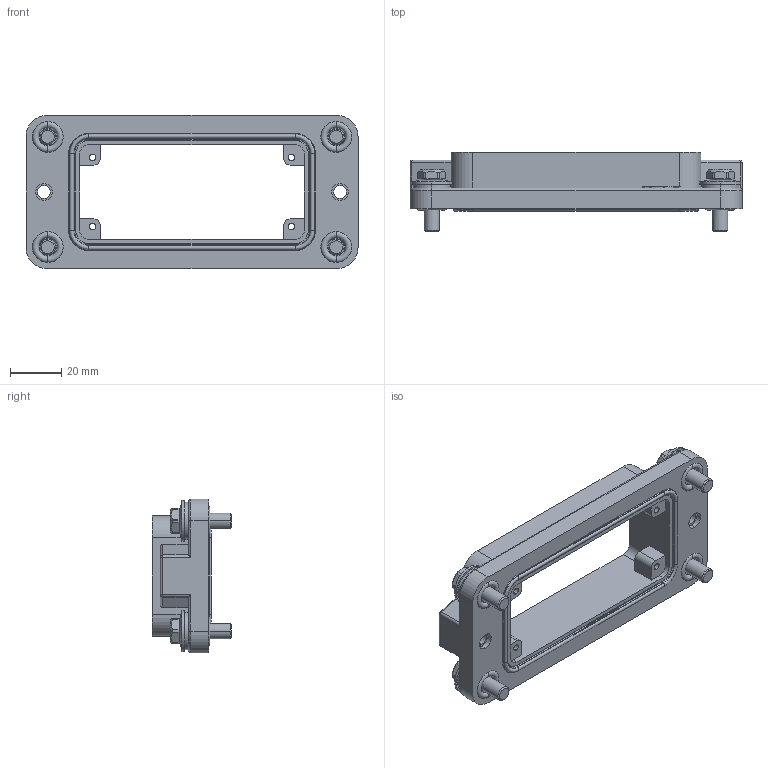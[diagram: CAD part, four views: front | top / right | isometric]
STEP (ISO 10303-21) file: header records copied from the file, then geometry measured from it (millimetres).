
FILE_DESCRIPTION((''),'2;1');
FILE_NAME('3D_1150163201501_HP16B-BK-2H_V1','2024-01-27T',('13001'),(''),'PRO/ENGINEER BY PARAMETRIC TECHNOLOGY CORPORATION, 2012480','PRO/ENGINEER BY PARAMETRIC TECHNOLOGY CORPORATION, 2012480','');
FILE_SCHEMA(('CONFIG_CONTROL_DESIGN'));
Length unit declared in the file: millimetre
Products named in the file (1): 3D_1150163201501_HP16B-BK-2H_V1
Bounding box: 129.5 x 30.9 x 60 mm (x, y, z)
Volume: 66538.4 mm3; surface area: 27130.6 mm2
Topology: 1 solids, 9 shells, 508 faces, 1282 edges, 822 vertices
Faces by surface type: plane 202, cylinder 173, cone 61, torus 48, extrusion 20, sphere 4
Entity records: 15673 total; most frequent: CARTESIAN_POINT 3075, DIRECTION 2716, ORIENTED_EDGE 2556, EDGE_CURVE 1278, AXIS2_PLACEMENT_3D 1010, VERTEX_POINT 822, VECTOR 696, LINE 676
